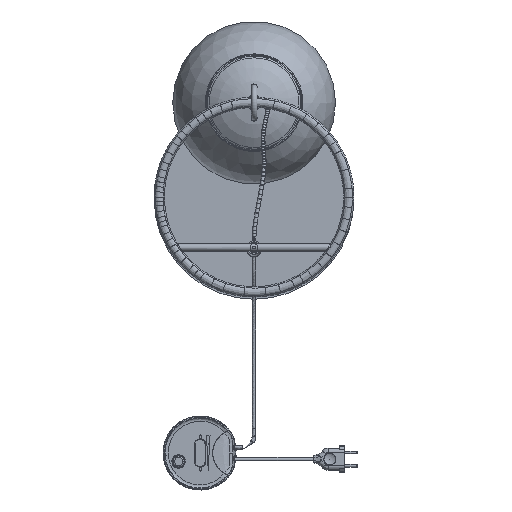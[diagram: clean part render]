
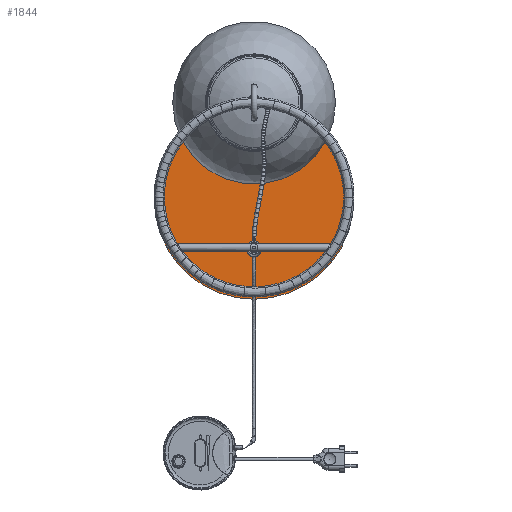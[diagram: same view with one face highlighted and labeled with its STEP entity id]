
A CAD part, top view. The second image highlights one B-rep face of the part: STEP entity #1844.
In plain terms, the highlighted planar face has unit normal (0, 0, 1).
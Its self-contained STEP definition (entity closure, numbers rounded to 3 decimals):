
#1402=PLANE('',#13183);
#1844=ADVANCED_FACE('',(#2519,#2520),#1402,.F.);
#2519=FACE_BOUND('',#3385,.T.);
#2520=FACE_BOUND('',#3386,.T.);
#3385=EDGE_LOOP('',(#7538));
#3386=EDGE_LOOP('',(#7539));
#7538=ORIENTED_EDGE('',*,*,#11210,.T.);
#7539=ORIENTED_EDGE('',*,*,#11212,.F.);
#9677=VERTEX_POINT('',#28968);
#9679=VERTEX_POINT('',#28973);
#11210=EDGE_CURVE('',#9677,#9677,#12243,.T.);
#11212=EDGE_CURVE('',#9679,#9679,#12245,.T.);
#12243=CIRCLE('',#13177,135.);
#12245=CIRCLE('',#13180,10.);
#13177=AXIS2_PLACEMENT_3D('',#28967,#15354,#15355);
#13180=AXIS2_PLACEMENT_3D('',#28972,#15360,#15361);
#13183=AXIS2_PLACEMENT_3D('',#28977,#15366,#15367);
#15354=DIRECTION('',(0.,0.,1.));
#15355=DIRECTION('',(0.,-1.,0.));
#15360=DIRECTION('',(0.,0.,1.));
#15361=DIRECTION('',(1.,0.,0.));
#15366=DIRECTION('',(0.,0.,-1.));
#15367=DIRECTION('',(-1.,0.,0.));
#28967=CARTESIAN_POINT('',(221.94,220.277,-1968.535));
#28968=CARTESIAN_POINT('',(221.94,85.277,-1968.535));
#28972=CARTESIAN_POINT('',(221.94,152.277,-1968.535));
#28973=CARTESIAN_POINT('',(231.94,152.277,-1968.535));
#28977=CARTESIAN_POINT('',(221.94,186.277,-1968.535));
